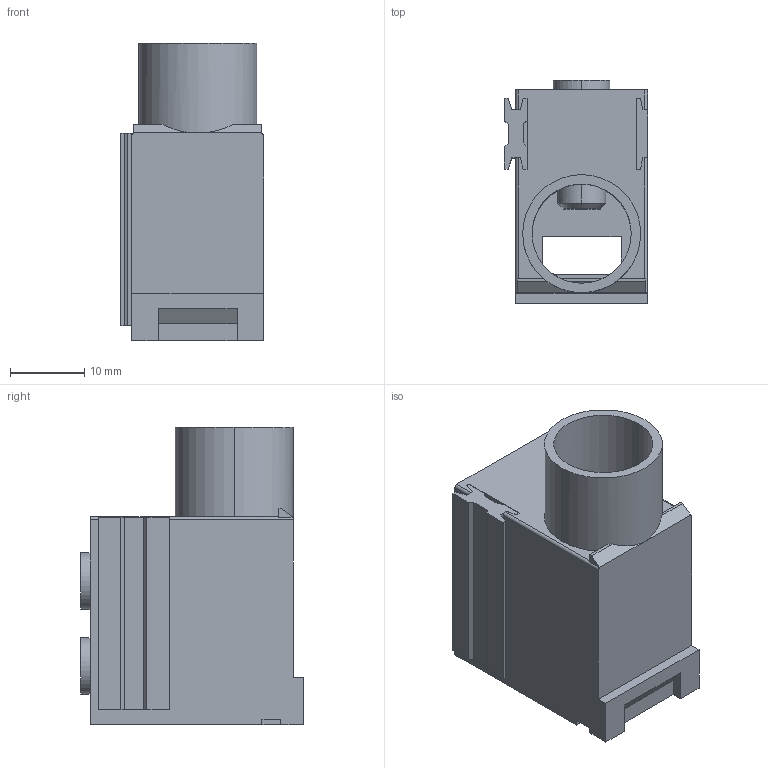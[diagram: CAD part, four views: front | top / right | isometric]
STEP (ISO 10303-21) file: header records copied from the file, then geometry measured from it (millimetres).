
FILE_DESCRIPTION (( 'STEP AP214' ), '1' );
FILE_NAME ('EPWR50MM-1.STEP', '2012-06-01T17:56:16', ( '.adc' ), ( '' ), 'SwSTEP 2.0', 'SolidWorks 2011', '' );
FILE_SCHEMA (( 'AUTOMOTIVE_DESIGN' ));
Length unit declared in the file: inch
Products named in the file (1): EPWR50MM-1
Bounding box: 19.25 x 29.97 x 40.01 mm (x, y, z)
Volume: 10573.9 mm3; surface area: 6742.5 mm2
Topology: 1 solids, 1 shells, 145 faces, 382 edges, 247 vertices
Faces by surface type: plane 121, cylinder 20, cone 4
Entity records: 6055 total; most frequent: CARTESIAN_POINT 916, ORIENTED_EDGE 764, DIRECTION 733, EDGE_CURVE 382, LINE 309, VECTOR 309, VERTEX_POINT 247, AXIS2_PLACEMENT_3D 212
